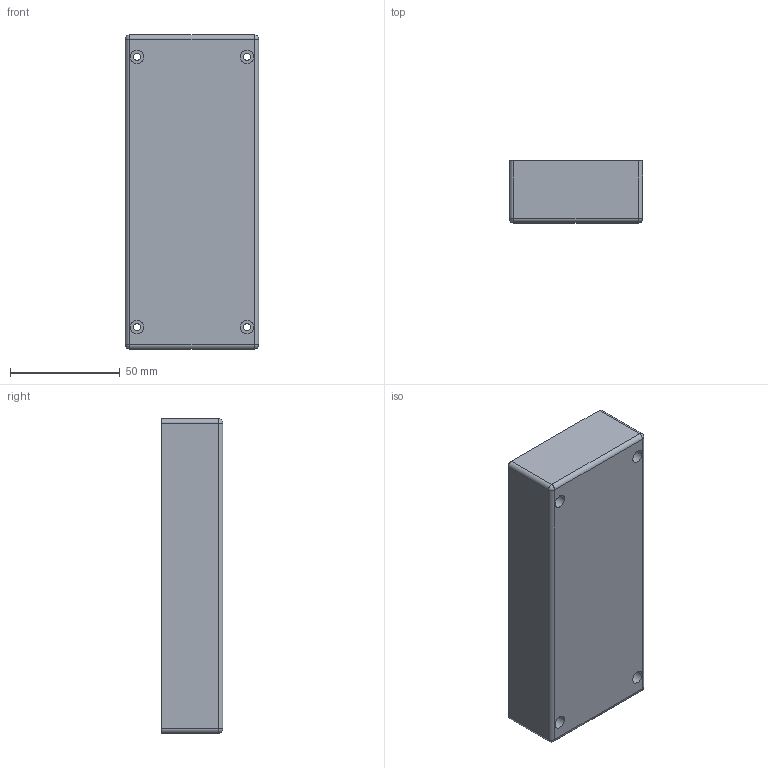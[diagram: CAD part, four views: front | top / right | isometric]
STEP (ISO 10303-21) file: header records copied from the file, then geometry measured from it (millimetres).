
FILE_DESCRIPTION(/* description */ (''),/* implementation_level */ '2;1');
FILE_NAME(/* name */ 'Body.step',/* time_stamp */ '2022-11-23T17:45:19Z',/* author */ (''),/* organization */ (''),/* preprocessor_version */ 'ST-DEVELOPER v19.2',/* originating_system */ 'Autodesk Translation Framework v11.17.0.187',/* authorisation */ '');
FILE_SCHEMA (('AUTOMOTIVE_DESIGN { 1 0 10303 214 3 1 1 }'));
Length unit declared in the file: millimetre
Products named in the file (1): Body
Bounding box: 60.6 x 28 x 143 mm (x, y, z)
Volume: 46299.1 mm3; surface area: 39100.9 mm2
Topology: 1 solids, 1 shells, 95 faces, 234 edges, 148 vertices
Faces by surface type: plane 57, cylinder 30, cone 4, sphere 4
Full cylindrical faces by diameter (mm): 1.75 x2, 3.2 x4, 6 x4
Entity records: 2837 total; most frequent: DIRECTION 490, CARTESIAN_POINT 478, ORIENTED_EDGE 468, EDGE_CURVE 234, LINE 170, VECTOR 170, AXIS2_PLACEMENT_3D 160, VERTEX_POINT 148
